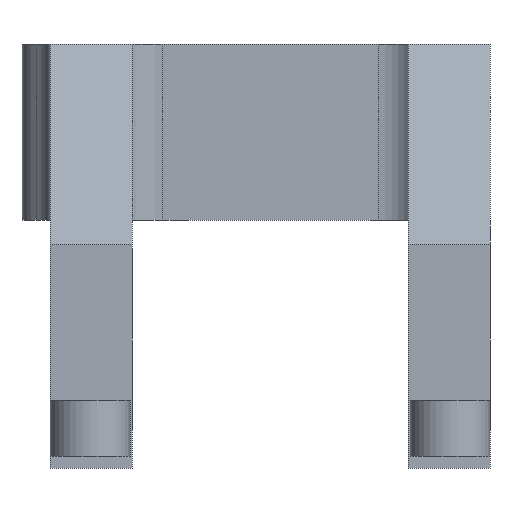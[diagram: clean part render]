
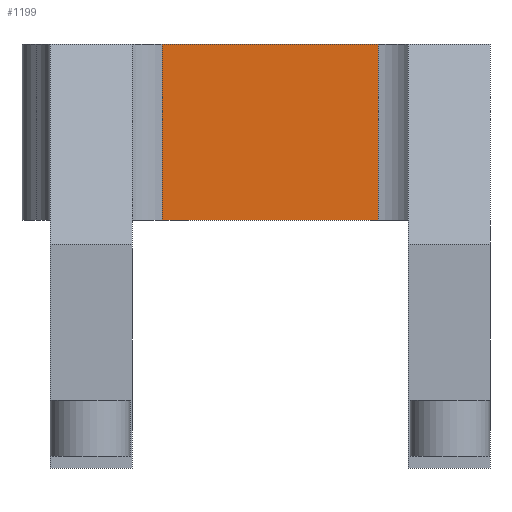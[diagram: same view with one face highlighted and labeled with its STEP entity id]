
A CAD part, front view. The second image highlights one B-rep face of the part: STEP entity #1199.
In plain terms, the highlighted planar face has unit normal (0, -1, 0).
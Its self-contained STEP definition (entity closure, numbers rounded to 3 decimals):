
#45=PLANE('',#1291);
#96=FACE_OUTER_BOUND('',#165,.T.);
#165=EDGE_LOOP('',(#906,#907,#908,#909));
#251=LINE('',#1752,#386);
#262=LINE('',#1797,#397);
#271=LINE('',#1820,#406);
#273=LINE('',#1823,#408);
#386=VECTOR('',#1403,27.);
#397=VECTOR('',#1446,27.);
#406=VECTOR('',#1463,22.);
#408=VECTOR('',#1467,22.);
#563=VERTEX_POINT('',#1749);
#564=VERTEX_POINT('',#1751);
#581=VERTEX_POINT('',#1794);
#582=VERTEX_POINT('',#1796);
#684=EDGE_CURVE('',#563,#564,#251,.T.);
#707=EDGE_CURVE('',#581,#582,#262,.T.);
#719=EDGE_CURVE('',#582,#563,#271,.T.);
#721=EDGE_CURVE('',#564,#581,#273,.T.);
#906=ORIENTED_EDGE('',*,*,#719,.F.);
#907=ORIENTED_EDGE('',*,*,#707,.F.);
#908=ORIENTED_EDGE('',*,*,#721,.F.);
#909=ORIENTED_EDGE('',*,*,#684,.F.);
#1199=ADVANCED_FACE('',(#96),#45,.F.);
#1291=AXIS2_PLACEMENT_3D('',#1822,#1465,#1466);
#1403=DIRECTION('',(-1.,0.,0.));
#1446=DIRECTION('',(1.,0.,0.));
#1463=DIRECTION('',(0.,0.,-1.));
#1465=DIRECTION('center_axis',(0.,1.,0.));
#1466=DIRECTION('ref_axis',(-1.,0.,0.));
#1467=DIRECTION('',(0.,0.,1.));
#1749=CARTESIAN_POINT('',(13.5,70.,15.));
#1751=CARTESIAN_POINT('',(-13.5,70.,15.));
#1752=CARTESIAN_POINT('',(9.25,70.,15.));
#1794=CARTESIAN_POINT('',(-13.5,70.,37.));
#1796=CARTESIAN_POINT('',(13.5,70.,37.));
#1797=CARTESIAN_POINT('',(9.25,70.,37.));
#1820=CARTESIAN_POINT('',(13.5,70.,0.));
#1822=CARTESIAN_POINT('Origin',(18.5,70.,0.));
#1823=CARTESIAN_POINT('',(-13.5,70.,0.));
